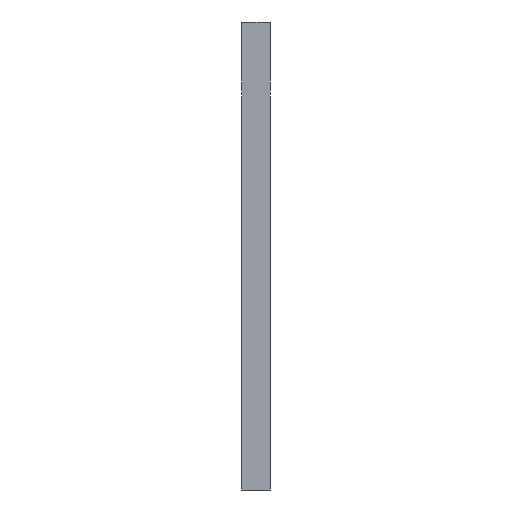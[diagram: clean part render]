
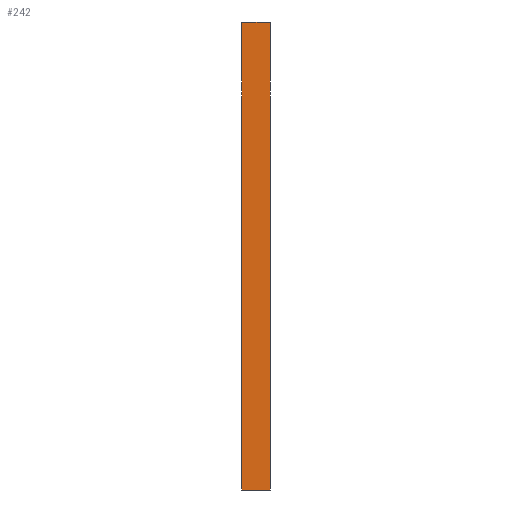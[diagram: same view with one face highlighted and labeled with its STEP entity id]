
A CAD part, left-side view. The second image highlights one B-rep face of the part: STEP entity #242.
In plain terms, the highlighted planar face has unit normal (-1, 0, 0).
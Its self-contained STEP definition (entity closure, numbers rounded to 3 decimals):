
#19 = DIRECTION ( 'NONE',  ( 0., 0., 1. ) ) ;
#26 = VERTEX_POINT ( 'NONE', #681 ) ;
#44 = CARTESIAN_POINT ( 'NONE',  ( -42.5, 3., 5. ) ) ;
#66 = CARTESIAN_POINT ( 'NONE',  ( -42.5, -7., -45. ) ) ;
#85 = EDGE_CURVE ( 'NONE', #330, #666, #665, .T. ) ;
#97 = DIRECTION ( 'NONE',  ( -1., 0., 0. ) ) ;
#105 = CARTESIAN_POINT ( 'NONE',  ( -42.5, 0., -45. ) ) ;
#138 = ORIENTED_EDGE ( 'NONE', *, *, #558, .F. ) ;
#148 = VECTOR ( 'NONE', #367, 1000. ) ;
#156 = LINE ( 'NONE', #420, #685 ) ;
#242 = ADVANCED_FACE ( 'NONE', ( #642 ), #645, .T. ) ;
#244 = EDGE_LOOP ( 'NONE', ( #531, #448, #138, #266 ) ) ;
#266 = ORIENTED_EDGE ( 'NONE', *, *, #85, .F. ) ;
#295 = CARTESIAN_POINT ( 'NONE',  ( -42.5, 3., -45. ) ) ;
#308 = LINE ( 'NONE', #684, #148 ) ;
#327 = CARTESIAN_POINT ( 'NONE',  ( -42.5, -7., -45. ) ) ;
#330 = VERTEX_POINT ( 'NONE', #105 ) ;
#357 = VERTEX_POINT ( 'NONE', #44 ) ;
#367 = DIRECTION ( 'NONE',  ( 0., 1., 0. ) ) ;
#408 = LINE ( 'NONE', #295, #577 ) ;
#420 = CARTESIAN_POINT ( 'NONE',  ( -42.5, 0., 0. ) ) ;
#448 = ORIENTED_EDGE ( 'NONE', *, *, #664, .T. ) ;
#531 = ORIENTED_EDGE ( 'NONE', *, *, #640, .T. ) ;
#534 = DIRECTION ( 'NONE',  ( 0., 0., 1. ) ) ;
#554 = AXIS2_PLACEMENT_3D ( 'NONE', #327, #97, #534 ) ;
#558 = EDGE_CURVE ( 'NONE', #666, #357, #408, .T. ) ;
#577 = VECTOR ( 'NONE', #19, 1000. ) ;
#631 = CARTESIAN_POINT ( 'NONE',  ( -42.5, 3., -45. ) ) ;
#633 = DIRECTION ( 'NONE',  ( 0., 0., 1. ) ) ;
#640 = EDGE_CURVE ( 'NONE', #330, #26, #156, .T. ) ;
#642 = FACE_OUTER_BOUND ( 'NONE', #244, .T. ) ;
#645 = PLANE ( 'NONE',  #554 ) ;
#664 = EDGE_CURVE ( 'NONE', #26, #357, #308, .T. ) ;
#665 = LINE ( 'NONE', #66, #676 ) ;
#666 = VERTEX_POINT ( 'NONE', #631 ) ;
#668 = DIRECTION ( 'NONE',  ( 0., 1., 0. ) ) ;
#676 = VECTOR ( 'NONE', #668, 1000. ) ;
#681 = CARTESIAN_POINT ( 'NONE',  ( -42.5, 0., 5. ) ) ;
#684 = CARTESIAN_POINT ( 'NONE',  ( -42.5, -7., 5. ) ) ;
#685 = VECTOR ( 'NONE', #633, 1000. ) ;
